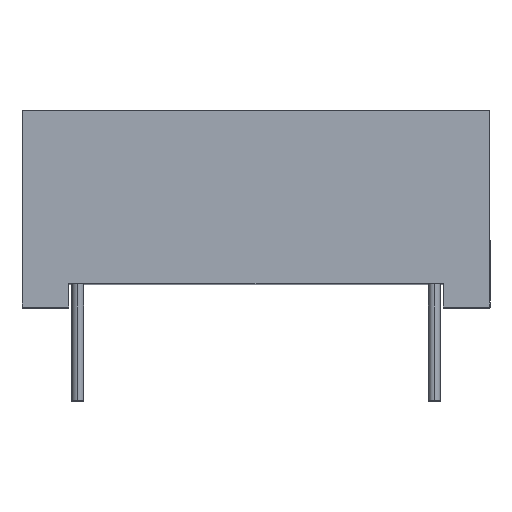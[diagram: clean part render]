
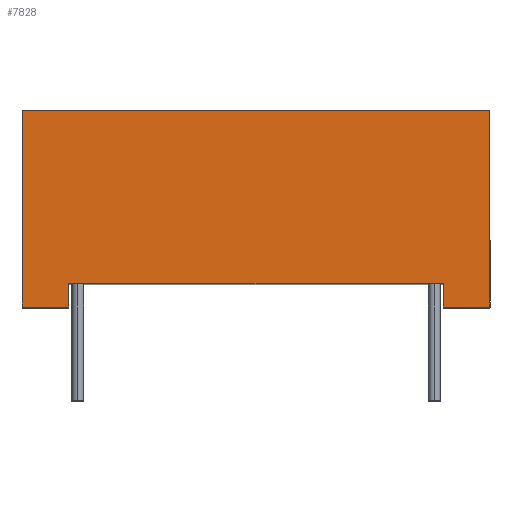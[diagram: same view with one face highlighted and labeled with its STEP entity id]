
A CAD part, top view. The second image highlights one B-rep face of the part: STEP entity #7828.
In plain terms, the highlighted planar face has unit normal (0, 0, 1).
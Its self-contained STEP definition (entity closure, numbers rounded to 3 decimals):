
#5 = VECTOR ( 'NONE', #11144, 1000. ) ;
#3602 = EDGE_CURVE ( 'NONE', #10788, #10631, #11142, .T. ) ;
#3642 = PLANE ( 'NONE',  #8749 ) ;
#3643 = CARTESIAN_POINT ( 'NONE',  ( -26.716, -8.4, 13.85 ) ) ;
#3644 = DIRECTION ( 'NONE',  ( 0., 0., 1. ) ) ;
#3645 = DIRECTION ( 'NONE',  ( 1., 0., 0. ) ) ;
#5349 = LINE ( 'NONE', #5350, #13085 ) ;
#5350 = CARTESIAN_POINT ( 'NONE',  ( -17.014, -7.4, 13.85 ) ) ;
#5351 = DIRECTION ( 'NONE',  ( -1., 0., 0. ) ) ;
#6374 = LINE ( 'NONE', #6375, #8267 ) ;
#6375 = CARTESIAN_POINT ( 'NONE',  ( 10., -8.4, 13.85 ) ) ;
#6376 = DIRECTION ( 'NONE',  ( 0., 1., 0. ) ) ;
#6410 = LINE ( 'NONE', #6411, #8279 ) ;
#6411 = CARTESIAN_POINT ( 'NONE',  ( -26.716, -8.4, 13.85 ) ) ;
#6412 = DIRECTION ( 'NONE',  ( 1., 0., 0. ) ) ;
#6598 = LINE ( 'NONE', #6599, #8309 ) ;
#6599 = CARTESIAN_POINT ( 'NONE',  ( -10., -8.4, 13.85 ) ) ;
#6600 = DIRECTION ( 'NONE',  ( 0., 1., 0. ) ) ;
#6610 = LINE ( 'NONE', #6611, #8313 ) ;
#6611 = CARTESIAN_POINT ( 'NONE',  ( -26.716, -8.4, 13.85 ) ) ;
#6612 = DIRECTION ( 'NONE',  ( 1., 0., 0. ) ) ;
#6619 = LINE ( 'NONE', #6620, #8316 ) ;
#6620 = CARTESIAN_POINT ( 'NONE',  ( -8., -4.2, 13.85 ) ) ;
#6621 = DIRECTION ( 'NONE',  ( 0., -1., 0. ) ) ;
#6812 = CARTESIAN_POINT ( 'NONE',  ( 8., -7.4, 13.85 ) ) ;
#6813 = CARTESIAN_POINT ( 'NONE',  ( -8., -7.4, 13.85 ) ) ;
#6917 = CARTESIAN_POINT ( 'NONE',  ( -8., -8.4, 13.85 ) ) ;
#6918 = CARTESIAN_POINT ( 'NONE',  ( -10., -8.4, 13.85 ) ) ;
#6935 = CARTESIAN_POINT ( 'NONE',  ( -10., 0., 13.85 ) ) ;
#6936 = CARTESIAN_POINT ( 'NONE',  ( 10., 0., 13.85 ) ) ;
#6967 = CARTESIAN_POINT ( 'NONE',  ( 10., -8.4, 13.85 ) ) ;
#6969 = CARTESIAN_POINT ( 'NONE',  ( 8., -8.4, 13.85 ) ) ;
#7204 = LINE ( 'NONE', #7205, #12997 ) ;
#7205 = CARTESIAN_POINT ( 'NONE',  ( -26.716, 0., 13.85 ) ) ;
#7206 = DIRECTION ( 'NONE',  ( 1., 0., 0. ) ) ;
#7828 = ADVANCED_FACE ( 'NONE', ( #8743 ), #3642, .T. ) ;
#8267 = VECTOR ( 'NONE', #6376, 1000. ) ;
#8279 = VECTOR ( 'NONE', #6412, 1000. ) ;
#8309 = VECTOR ( 'NONE', #6600, 1000. ) ;
#8313 = VECTOR ( 'NONE', #6612, 1000. ) ;
#8316 = VECTOR ( 'NONE', #6621, 1000. ) ;
#8743 = FACE_OUTER_BOUND ( 'NONE', #10527, .T. ) ;
#8749 = AXIS2_PLACEMENT_3D ( 'NONE', #3643, #3644, #3645 ) ;
#9275 = EDGE_CURVE ( 'NONE', #10786, #10755, #6374, .T. ) ;
#9287 = EDGE_CURVE ( 'NONE', #10737, #10736, #6410, .T. ) ;
#9323 = EDGE_CURVE ( 'NONE', #10737, #10754, #6598, .T. ) ;
#9327 = EDGE_CURVE ( 'NONE', #10788, #10786, #6610, .T. ) ;
#9330 = EDGE_CURVE ( 'NONE', #10632, #10736, #6619, .T. ) ;
#10527 = EDGE_LOOP ( 'NONE', ( #12374, #12419, #12418, #12421, #12415, #12420, #12416, #12417 ) ) ;
#10631 = VERTEX_POINT ( 'NONE', #6812 ) ;
#10632 = VERTEX_POINT ( 'NONE', #6813 ) ;
#10736 = VERTEX_POINT ( 'NONE', #6917 ) ;
#10737 = VERTEX_POINT ( 'NONE', #6918 ) ;
#10754 = VERTEX_POINT ( 'NONE', #6935 ) ;
#10755 = VERTEX_POINT ( 'NONE', #6936 ) ;
#10786 = VERTEX_POINT ( 'NONE', #6967 ) ;
#10788 = VERTEX_POINT ( 'NONE', #6969 ) ;
#11142 = LINE ( 'NONE', #11143, #5 ) ;
#11143 = CARTESIAN_POINT ( 'NONE',  ( 8., -4.2, 13.85 ) ) ;
#11144 = DIRECTION ( 'NONE',  ( 0., 1., 0. ) ) ;
#12374 = ORIENTED_EDGE ( 'NONE', *, *, #9330, .F. ) ;
#12415 = ORIENTED_EDGE ( 'NONE', *, *, #9275, .T. ) ;
#12416 = ORIENTED_EDGE ( 'NONE', *, *, #9323, .F. ) ;
#12417 = ORIENTED_EDGE ( 'NONE', *, *, #9287, .T. ) ;
#12418 = ORIENTED_EDGE ( 'NONE', *, *, #3602, .F. ) ;
#12419 = ORIENTED_EDGE ( 'NONE', *, *, #15658, .F. ) ;
#12420 = ORIENTED_EDGE ( 'NONE', *, *, #15213, .F. ) ;
#12421 = ORIENTED_EDGE ( 'NONE', *, *, #9327, .T. ) ;
#12997 = VECTOR ( 'NONE', #7206, 1000. ) ;
#13085 = VECTOR ( 'NONE', #5351, 1000. ) ;
#15213 = EDGE_CURVE ( 'NONE', #10754, #10755, #7204, .T. ) ;
#15658 = EDGE_CURVE ( 'NONE', #10631, #10632, #5349, .T. ) ;
